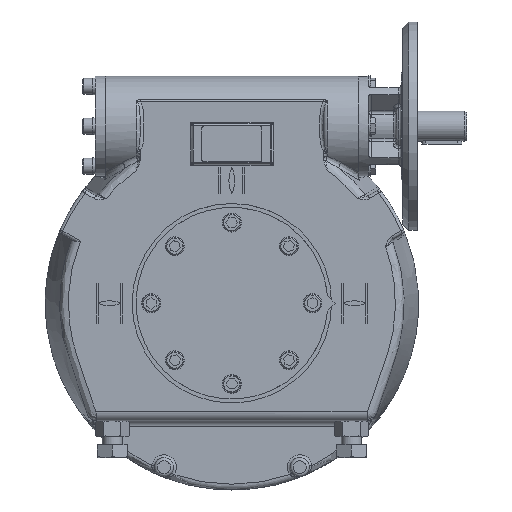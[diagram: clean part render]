
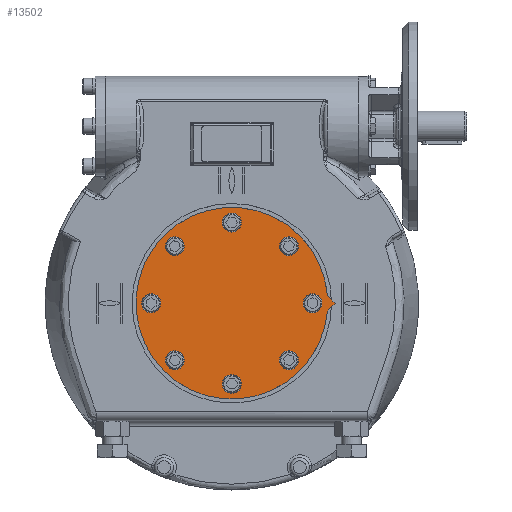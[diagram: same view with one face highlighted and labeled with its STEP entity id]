
A CAD part, top view. The second image highlights one B-rep face of the part: STEP entity #13502.
In plain terms, the highlighted planar face has unit normal (0, 0, 1).
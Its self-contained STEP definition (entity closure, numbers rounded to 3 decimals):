
#1494=CIRCLE('',#17459,96.25);
#1503=CIRCLE('',#17472,6.5);
#1504=CIRCLE('',#17473,6.5);
#1505=CIRCLE('',#17474,6.5);
#1506=CIRCLE('',#17475,6.5);
#1507=CIRCLE('',#17476,6.5);
#1508=CIRCLE('',#17477,6.5);
#1509=CIRCLE('',#17478,6.5);
#1510=CIRCLE('',#17479,6.5);
#4516=ORIENTED_EDGE('',*,*,#6908,.F.);
#4517=ORIENTED_EDGE('',*,*,#6909,.F.);
#4518=ORIENTED_EDGE('',*,*,#6910,.F.);
#4519=ORIENTED_EDGE('',*,*,#6911,.F.);
#4520=ORIENTED_EDGE('',*,*,#6912,.F.);
#4521=ORIENTED_EDGE('',*,*,#6913,.F.);
#4522=ORIENTED_EDGE('',*,*,#6914,.F.);
#4523=ORIENTED_EDGE('',*,*,#6915,.F.);
#4524=ORIENTED_EDGE('',*,*,#6893,.T.);
#4525=ORIENTED_EDGE('',*,*,#6897,.T.);
#4526=ORIENTED_EDGE('',*,*,#6899,.T.);
#6893=EDGE_CURVE('',#8434,#8433,#1494,.T.);
#6897=EDGE_CURVE('',#8433,#8436,#9282,.T.);
#6899=EDGE_CURVE('',#8436,#8434,#9284,.T.);
#6908=EDGE_CURVE('',#8445,#8445,#1503,.T.);
#6909=EDGE_CURVE('',#8446,#8446,#1504,.T.);
#6910=EDGE_CURVE('',#8447,#8447,#1505,.T.);
#6911=EDGE_CURVE('',#8448,#8448,#1506,.T.);
#6912=EDGE_CURVE('',#8449,#8449,#1507,.T.);
#6913=EDGE_CURVE('',#8450,#8450,#1508,.T.);
#6914=EDGE_CURVE('',#8451,#8451,#1509,.T.);
#6915=EDGE_CURVE('',#8452,#8452,#1510,.T.);
#8433=VERTEX_POINT('',#35308);
#8434=VERTEX_POINT('',#35310);
#8436=VERTEX_POINT('',#35316);
#8445=VERTEX_POINT('',#35340);
#8446=VERTEX_POINT('',#35342);
#8447=VERTEX_POINT('',#35344);
#8448=VERTEX_POINT('',#35346);
#8449=VERTEX_POINT('',#35348);
#8450=VERTEX_POINT('',#35350);
#8451=VERTEX_POINT('',#35352);
#8452=VERTEX_POINT('',#35354);
#9282=LINE('',#35317,#10002);
#9284=LINE('',#35320,#10004);
#10002=VECTOR('',#20517,1000.);
#10004=VECTOR('',#20521,1000.);
#11084=EDGE_LOOP('',(#4516));
#11085=EDGE_LOOP('',(#4517));
#11086=EDGE_LOOP('',(#4518));
#11087=EDGE_LOOP('',(#4519));
#11088=EDGE_LOOP('',(#4520));
#11089=EDGE_LOOP('',(#4521));
#11090=EDGE_LOOP('',(#4522));
#11091=EDGE_LOOP('',(#4523));
#11092=EDGE_LOOP('',(#4524,#4525,#4526));
#12237=FACE_BOUND('',#11084,.T.);
#12238=FACE_BOUND('',#11085,.T.);
#12239=FACE_BOUND('',#11086,.T.);
#12240=FACE_BOUND('',#11087,.T.);
#12241=FACE_BOUND('',#11088,.T.);
#12242=FACE_BOUND('',#11089,.T.);
#12243=FACE_BOUND('',#11090,.T.);
#12244=FACE_BOUND('',#11091,.T.);
#12245=FACE_BOUND('',#11092,.T.);
#12748=PLANE('',#17471);
#13502=ADVANCED_FACE('',(#12237,#12238,#12239,#12240,#12241,#12242,#12243,
#12244,#12245),#12748,.T.);
#17459=AXIS2_PLACEMENT_3D('',#35309,#20510,#20511);
#17471=AXIS2_PLACEMENT_3D('',#35338,#20540,#20541);
#17472=AXIS2_PLACEMENT_3D('',#35339,#20542,#20543);
#17473=AXIS2_PLACEMENT_3D('',#35341,#20544,#20545);
#17474=AXIS2_PLACEMENT_3D('',#35343,#20546,#20547);
#17475=AXIS2_PLACEMENT_3D('',#35345,#20548,#20549);
#17476=AXIS2_PLACEMENT_3D('',#35347,#20550,#20551);
#17477=AXIS2_PLACEMENT_3D('',#35349,#20552,#20553);
#17478=AXIS2_PLACEMENT_3D('',#35351,#20554,#20555);
#17479=AXIS2_PLACEMENT_3D('',#35353,#20556,#20557);
#20510=DIRECTION('',(0.,0.,1.));
#20511=DIRECTION('',(1.,0.,0.));
#20517=DIRECTION('',(0.707,0.707,0.));
#20521=DIRECTION('',(-0.707,0.707,0.));
#20540=DIRECTION('',(0.,0.,1.));
#20541=DIRECTION('',(1.,0.,0.));
#20542=DIRECTION('',(0.,0.,1.));
#20543=DIRECTION('',(0.707,0.707,0.));
#20544=DIRECTION('',(0.,0.,1.));
#20545=DIRECTION('',(0.,1.,0.));
#20546=DIRECTION('',(0.,0.,1.));
#20547=DIRECTION('',(-0.707,0.707,0.));
#20548=DIRECTION('',(0.,0.,1.));
#20549=DIRECTION('',(-1.,0.,0.));
#20550=DIRECTION('',(0.,0.,1.));
#20551=DIRECTION('',(-0.707,-0.707,0.));
#20552=DIRECTION('',(0.,0.,1.));
#20553=DIRECTION('',(0.,-1.,0.));
#20554=DIRECTION('',(0.,0.,1.));
#20555=DIRECTION('',(0.707,-0.707,0.));
#20556=DIRECTION('',(0.,0.,1.));
#20557=DIRECTION('',(1.,0.,0.));
#35308=CARTESIAN_POINT('',(95.932,-7.818,54.15));
#35309=CARTESIAN_POINT('',(0.,0.,54.15));
#35310=CARTESIAN_POINT('',(95.932,7.818,54.15));
#35316=CARTESIAN_POINT('',(103.75,0.,54.15));
#35317=CARTESIAN_POINT('',(95.932,-7.818,54.15));
#35320=CARTESIAN_POINT('',(103.75,0.,54.15));
#35338=CARTESIAN_POINT('',(0.,0.,54.15));
#35339=CARTESIAN_POINT('',(-57.276,57.276,54.15));
#35340=CARTESIAN_POINT('',(-52.679,61.872,54.15));
#35341=CARTESIAN_POINT('',(-81.,0.,54.15));
#35342=CARTESIAN_POINT('',(-81.,6.5,54.15));
#35343=CARTESIAN_POINT('',(-57.276,-57.276,54.15));
#35344=CARTESIAN_POINT('',(-61.872,-52.679,54.15));
#35345=CARTESIAN_POINT('',(0.,-81.,54.15));
#35346=CARTESIAN_POINT('',(-6.5,-81.,54.15));
#35347=CARTESIAN_POINT('',(57.276,-57.276,54.15));
#35348=CARTESIAN_POINT('',(52.679,-61.872,54.15));
#35349=CARTESIAN_POINT('',(81.,0.,54.15));
#35350=CARTESIAN_POINT('',(81.,-6.5,54.15));
#35351=CARTESIAN_POINT('',(57.276,57.276,54.15));
#35352=CARTESIAN_POINT('',(61.872,52.679,54.15));
#35353=CARTESIAN_POINT('',(0.,81.,54.15));
#35354=CARTESIAN_POINT('',(6.5,81.,54.15));
